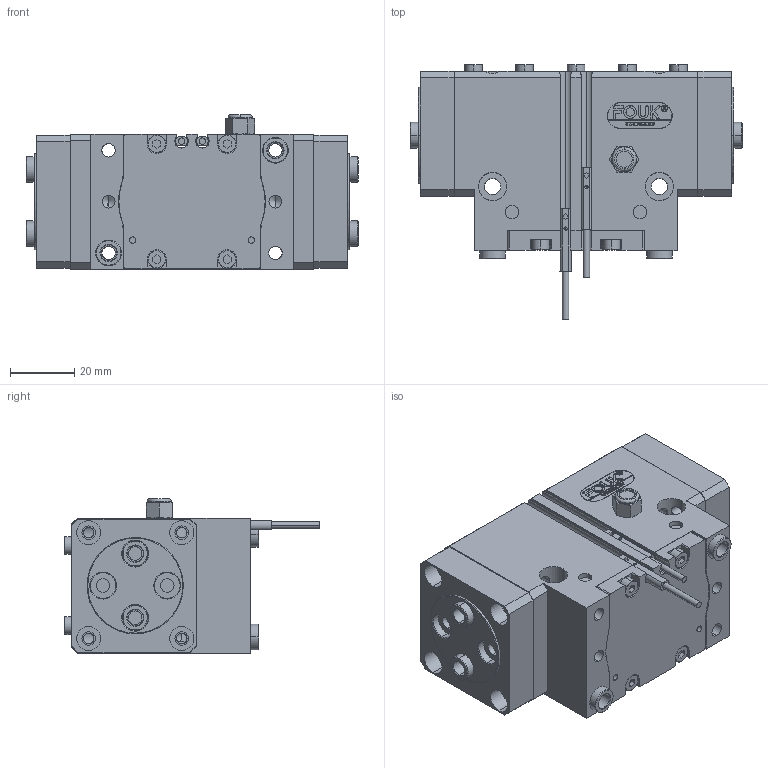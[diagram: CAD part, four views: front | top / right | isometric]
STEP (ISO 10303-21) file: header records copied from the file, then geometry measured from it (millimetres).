
FILE_DESCRIPTION (( 'STEP AP203' ), '1' );
FILE_NAME ('TRF36.STEP', '2026-03-27T02:34:23', ( 'USER-' ), ( 'Microsoft' ), 'SwSTEP 2.0', 'SolidWorks 2018', '' );
FILE_SCHEMA (( 'CONFIG_CONTROL_DESIGN' ));
Length unit declared in the file: millimetre
Products named in the file (14): 菁裔啣; ﾏ擎ﾗ8｡ﾁ5｡ﾁ5; BSLMM5; 内六角平端紧定螺钉[GBT77-2000][M5×5]_M5×5; TRF36; ﾏ擎ﾗ8｡ﾁ5｡ﾁ6; TRF36-03 奻葡裔啣; TZF55-M-05-A 耜猾极; 棠羲換覜ん; TRF36-01 褲极; 内六角薄圆柱头螺钉[GBT70_1-2008][M3×8]_M3×8; TZF55-M-06 忒硌薊极; 20x8-R4; 内六角圆柱头螺钉[GBT70_1-2008][M3×2.8]_M3×5
Assembly tree (32 placements, depth 2):
  TRF36
    TRF36-01 褲极
    TZF55-M-05-A 耜猾极  x2
    TZF55-M-06 忒硌薊极  x2
    菁裔啣
    TRF36-03 奻葡裔啣
    20x8-R4
    BSLMM5
    内六角平端紧定螺钉[GBT77-2000][M5×5]_M5×5
    ﾏ擎ﾗ8｡ﾁ5｡ﾁ5  x4
    内六角薄圆柱头螺钉[GBT70_1-2008][M3×8]_M3×8  x10
    棠羲換覜ん  x2
    ﾏ擎ﾗ8｡ﾁ5｡ﾁ6  x2
    内六角圆柱头螺钉[GBT70_1-2008][M3×2.8]_M3×5  x4
Bounding box: 103.5 x 79.41 x 48.1 mm (x, y, z)
Volume: 165000 mm3; surface area: 64850.2 mm2
Topology: 32 solids, 32 shells, 1395 faces, 3518 edges, 2262 vertices
Faces by surface type: plane 625, cylinder 405, bspline 155, cone 150, torus 58, sphere 2
Entity records: 39529 total; most frequent: CARTESIAN_POINT 12881, ORIENTED_EDGE 5346, DIRECTION 4705, EDGE_CURVE 2673, VERTEX_POINT 1756, LINE 1593, VECTOR 1593, AXIS2_PLACEMENT_3D 1556
